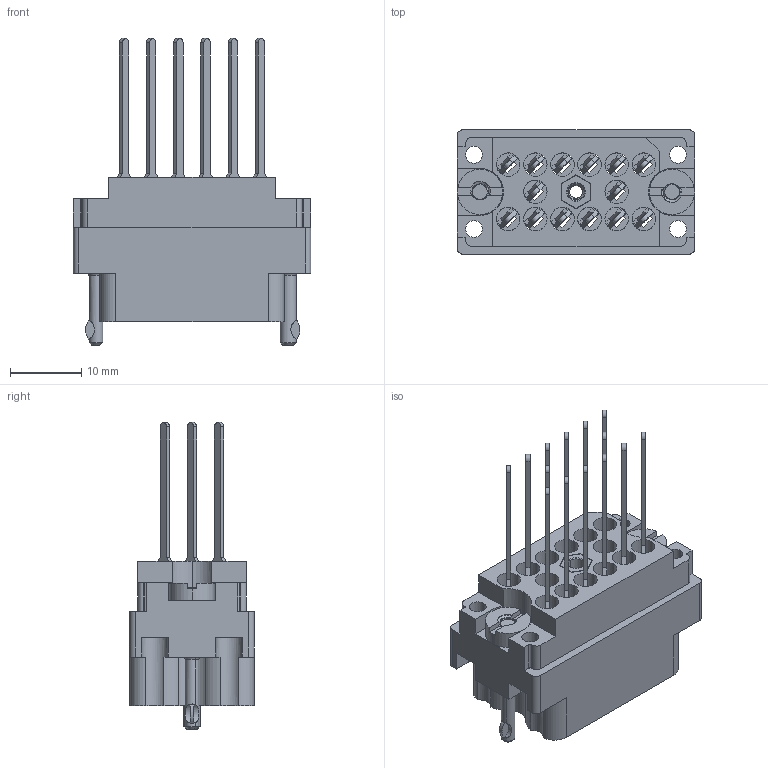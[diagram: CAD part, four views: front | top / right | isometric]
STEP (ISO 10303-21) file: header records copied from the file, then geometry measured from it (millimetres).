
FILE_DESCRIPTION (( 'STEP AP203' ), '1' );
FILE_NAME ('519-014-542-302.STEP', '2020-03-11T16:01:18', ( '' ), ( '' ), 'SwSTEP 2.0', 'SolidWorks 2016', '' );
FILE_SCHEMA (( 'CONFIG_CONTROL_DESIGN' ));
Length unit declared in the file: inch
Products named in the file (7): 519 Plug Insulator_014; 519-014-542-302; 516-252-025-100_516-252-025-100; 516-292-001_542 Contact; 516-222-020-102_015; 516-252-021-102_014; 516-222-020-102_014
Assembly tree (20 placements, depth 2):
  519-014-542-302
    519 Plug Insulator_014
    516-292-001_542 Contact  x14
    516-252-025-100_516-252-025-100
    516-252-021-102_014  x2
    516-222-020-102_014
    516-222-020-102_015
Bounding box: 33.32 x 17.42 x 43.08 mm (x, y, z)
Volume: 6047.8 mm3; surface area: 10198.5 mm2
Topology: 20 solids, 20 shells, 1748 faces, 4991 edges, 3298 vertices
Faces by surface type: plane 970, cylinder 602, bspline 123, cone 49, torus 4
Entity records: 33408 total; most frequent: CARTESIAN_POINT 12185, ORIENTED_EDGE 4394, DIRECTION 4047, EDGE_CURVE 2197, VERTEX_POINT 1444, AXIS2_PLACEMENT_3D 1352, VECTOR 1343, LINE 1343
